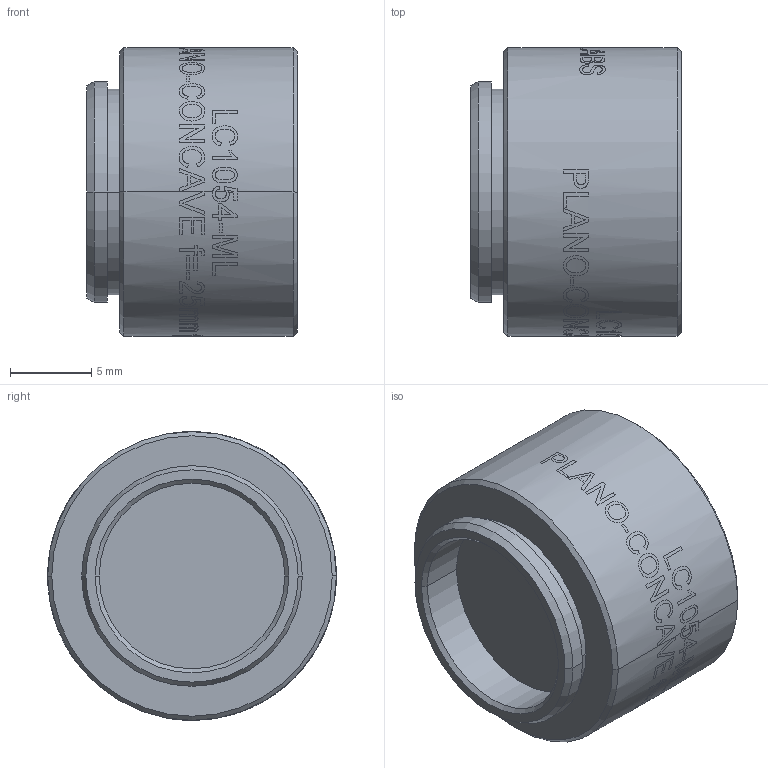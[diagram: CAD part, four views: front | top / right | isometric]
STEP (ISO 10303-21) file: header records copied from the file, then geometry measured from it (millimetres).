
FILE_DESCRIPTION (( 'STEP AP203' ), '1' );
FILE_NAME ('TTN045233-E0W.STEP', '2015-11-20T19:45:43', ( 'admin' ), ( '' ), 'SwSTEP 2.0', 'SolidWorks 2014', '' );
FILE_SCHEMA (( 'CONFIG_CONTROL_DESIGN' ));
Length unit declared in the file: inch
Products named in the file (1): TTN045233-E0W
Bounding box: 12.95 x 17.78 x 17.78 mm (x, y, z)
Volume: 1773.6 mm3; surface area: 2213.5 mm2
Topology: 3 solids, 3 shells, 110 faces, 576 edges, 526 vertices
Faces by surface type: cylinder 77, plane 16, cone 15, sphere 2
Entity records: 9496 total; most frequent: CARTESIAN_POINT 4838, ORIENTED_EDGE 1152, DIRECTION 740, EDGE_CURVE 576, VERTEX_POINT 526, AXIS2_PLACEMENT_3D 295, B_SPLINE_CURVE_WITH_KNOTS 242, CIRCLE 184
